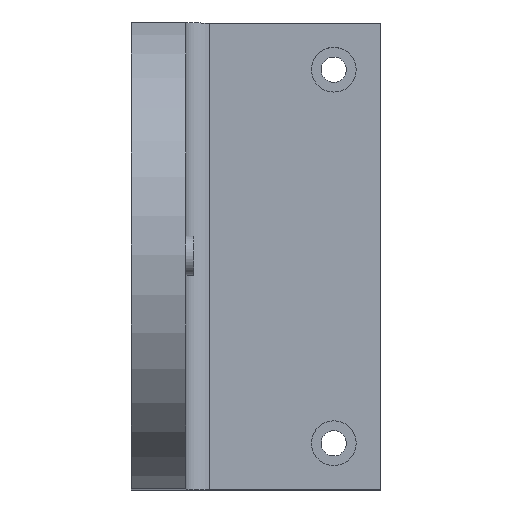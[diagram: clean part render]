
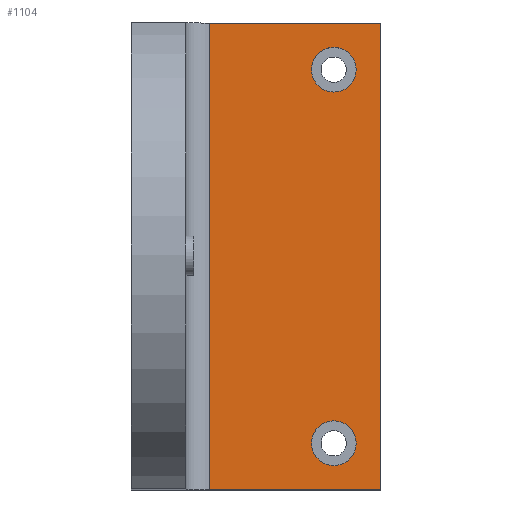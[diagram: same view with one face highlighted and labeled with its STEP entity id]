
A CAD part, top view. The second image highlights one B-rep face of the part: STEP entity #1104.
In plain terms, the highlighted planar face has unit normal (0, 0, 1).
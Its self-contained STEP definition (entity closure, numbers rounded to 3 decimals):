
#25=FACE_BOUND('',#182,.T.);
#26=FACE_BOUND('',#183,.T.);
#58=PLANE('',#1194);
#112=FACE_OUTER_BOUND('',#181,.T.);
#181=EDGE_LOOP('',(#931,#932,#933,#934));
#182=EDGE_LOOP('',(#935));
#183=EDGE_LOOP('',(#936));
#297=LINE('',#1721,#428);
#298=LINE('',#1725,#429);
#299=LINE('',#1727,#430);
#300=LINE('',#1728,#431);
#428=VECTOR('',#1403,10.);
#429=VECTOR('',#1408,10.);
#430=VECTOR('',#1409,10.);
#431=VECTOR('',#1410,10.);
#488=CIRCLE('',#1182,2.875);
#491=CIRCLE('',#1187,2.875);
#564=VERTEX_POINT('',#1700);
#567=VERTEX_POINT('',#1709);
#570=VERTEX_POINT('',#1718);
#571=VERTEX_POINT('',#1720);
#572=VERTEX_POINT('',#1724);
#573=VERTEX_POINT('',#1726);
#690=EDGE_CURVE('',#564,#564,#488,.T.);
#694=EDGE_CURVE('',#567,#567,#491,.T.);
#699=EDGE_CURVE('',#570,#571,#297,.T.);
#701=EDGE_CURVE('',#570,#572,#298,.T.);
#702=EDGE_CURVE('',#573,#572,#299,.T.);
#703=EDGE_CURVE('',#571,#573,#300,.T.);
#931=ORIENTED_EDGE('',*,*,#699,.F.);
#932=ORIENTED_EDGE('',*,*,#701,.T.);
#933=ORIENTED_EDGE('',*,*,#702,.F.);
#934=ORIENTED_EDGE('',*,*,#703,.F.);
#935=ORIENTED_EDGE('',*,*,#690,.T.);
#936=ORIENTED_EDGE('',*,*,#694,.T.);
#1104=ADVANCED_FACE('',(#112,#25,#26),#58,.T.);
#1182=AXIS2_PLACEMENT_3D('',#1701,#1379,#1380);
#1187=AXIS2_PLACEMENT_3D('',#1710,#1390,#1391);
#1194=AXIS2_PLACEMENT_3D('',#1723,#1406,#1407);
#1379=DIRECTION('center_axis',(0.,0.,-1.));
#1380=DIRECTION('ref_axis',(-1.,0.,0.));
#1390=DIRECTION('center_axis',(0.,0.,-1.));
#1391=DIRECTION('ref_axis',(-1.,0.,0.));
#1403=DIRECTION('',(0.,1.,0.));
#1406=DIRECTION('center_axis',(0.,0.,1.));
#1407=DIRECTION('ref_axis',(0.,-1.,0.));
#1408=DIRECTION('',(1.,0.,0.));
#1409=DIRECTION('',(0.,-1.,0.));
#1410=DIRECTION('',(1.,0.,0.));
#1700=CARTESIAN_POINT('',(3.875,-24.,7.));
#1701=CARTESIAN_POINT('Origin',(1.,-24.,7.));
#1709=CARTESIAN_POINT('',(3.875,24.,7.));
#1710=CARTESIAN_POINT('Origin',(1.,24.,7.));
#1718=CARTESIAN_POINT('',(-15.,-30.,7.));
#1720=CARTESIAN_POINT('',(-15.,30.,7.));
#1721=CARTESIAN_POINT('',(-15.,15.,7.));
#1723=CARTESIAN_POINT('Origin',(-18.,30.,7.));
#1724=CARTESIAN_POINT('',(7.,-30.,7.));
#1725=CARTESIAN_POINT('',(-18.,-30.,7.));
#1726=CARTESIAN_POINT('',(7.,30.,7.));
#1727=CARTESIAN_POINT('',(7.,30.,7.));
#1728=CARTESIAN_POINT('',(-18.,30.,7.));
